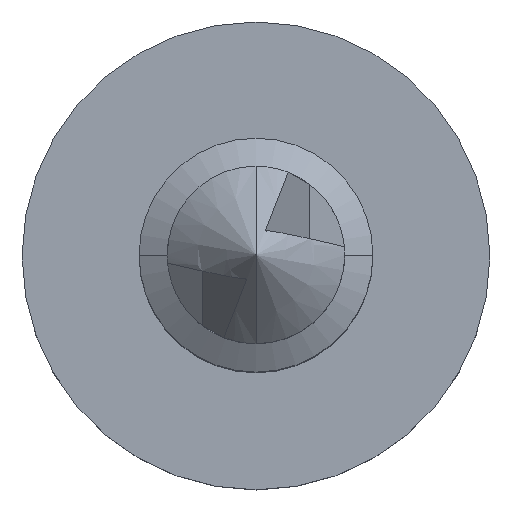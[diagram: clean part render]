
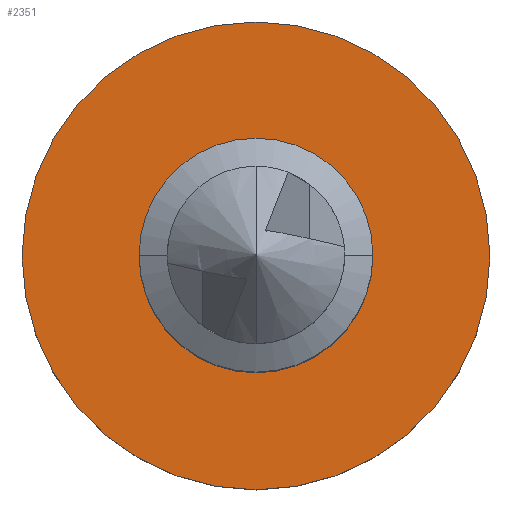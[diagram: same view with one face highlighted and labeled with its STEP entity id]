
A CAD part, top view. The second image highlights one B-rep face of the part: STEP entity #2351.
In plain terms, the highlighted planar face has unit normal (0, 0, 1).
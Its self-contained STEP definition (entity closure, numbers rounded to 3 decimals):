
#120 = EDGE_CURVE ( 'NONE', #195, #295, #1023, .T. ) ;
#195 = VERTEX_POINT ( 'NONE', #1699 ) ;
#268 = EDGE_CURVE ( 'NONE', #295, #195, #1941, .T. ) ;
#295 = VERTEX_POINT ( 'NONE', #2015 ) ;
#453 = EDGE_LOOP ( 'NONE', ( #2498, #2548 ) ) ;
#1023 = CIRCLE ( 'NONE', #1024, 1.75 ) ;
#1024 = AXIS2_PLACEMENT_3D ( 'NONE', #1025, #1026, #1027 ) ;
#1025 = CARTESIAN_POINT ( 'NONE',  ( 0., 0., 0. ) ) ;
#1026 = DIRECTION ( 'NONE',  ( 0., 0., -1. ) ) ;
#1027 = DIRECTION ( 'NONE',  ( 0., 1., 0. ) ) ;
#1104 = CIRCLE ( 'NONE', #1105, 3.5 ) ;
#1105 = AXIS2_PLACEMENT_3D ( 'NONE', #1106, #1107, #1109 ) ;
#1106 = CARTESIAN_POINT ( 'NONE',  ( 0., 0., 0. ) ) ;
#1107 = DIRECTION ( 'NONE',  ( 0., 0., -1. ) ) ;
#1109 = DIRECTION ( 'NONE',  ( 0., 1., 0. ) ) ;
#1296 = FACE_OUTER_BOUND ( 'NONE', #2330, .T. ) ;
#1297 = FACE_BOUND ( 'NONE', #453, .T. ) ;
#1298 = PLANE ( 'NONE',  #1299 ) ;
#1299 = AXIS2_PLACEMENT_3D ( 'NONE', #1300, #1301, #1302 ) ;
#1300 = CARTESIAN_POINT ( 'NONE',  ( 0., 0., 0. ) ) ;
#1301 = DIRECTION ( 'NONE',  ( 0., 0., -1. ) ) ;
#1302 = DIRECTION ( 'NONE',  ( 0., 1., 0. ) ) ;
#1699 = CARTESIAN_POINT ( 'NONE',  ( 1.75, 0., 0. ) ) ;
#1941 = CIRCLE ( 'NONE', #1942, 1.75 ) ;
#1942 = AXIS2_PLACEMENT_3D ( 'NONE', #1943, #1944, #1945 ) ;
#1943 = CARTESIAN_POINT ( 'NONE',  ( 0., 0., 0. ) ) ;
#1944 = DIRECTION ( 'NONE',  ( 0., 0., -1. ) ) ;
#1945 = DIRECTION ( 'NONE',  ( 0., 1., 0. ) ) ;
#1981 = CIRCLE ( 'NONE', #1982, 3.5 ) ;
#1982 = AXIS2_PLACEMENT_3D ( 'NONE', #1983, #1984, #1985 ) ;
#1983 = CARTESIAN_POINT ( 'NONE',  ( 0., 0., 0. ) ) ;
#1984 = DIRECTION ( 'NONE',  ( 0., 0., -1. ) ) ;
#1985 = DIRECTION ( 'NONE',  ( 0., 1., 0. ) ) ;
#2015 = CARTESIAN_POINT ( 'NONE',  ( -1.75, 0., 0. ) ) ;
#2034 = CARTESIAN_POINT ( 'NONE',  ( 0., 3.5, 0. ) ) ;
#2123 = CARTESIAN_POINT ( 'NONE',  ( 0., -3.5, 0. ) ) ;
#2330 = EDGE_LOOP ( 'NONE', ( #2410, #2448 ) ) ;
#2351 = ADVANCED_FACE ( 'NONE', ( #1296, #1297 ), #1298, .F. ) ;
#2410 = ORIENTED_EDGE ( 'NONE', *, *, #2458, .F. ) ;
#2448 = ORIENTED_EDGE ( 'NONE', *, *, #2539, .F. ) ;
#2458 = EDGE_CURVE ( 'NONE', #2480, #2501, #1981, .T. ) ;
#2480 = VERTEX_POINT ( 'NONE', #2034 ) ;
#2498 = ORIENTED_EDGE ( 'NONE', *, *, #268, .T. ) ;
#2501 = VERTEX_POINT ( 'NONE', #2123 ) ;
#2539 = EDGE_CURVE ( 'NONE', #2501, #2480, #1104, .T. ) ;
#2548 = ORIENTED_EDGE ( 'NONE', *, *, #120, .T. ) ;
